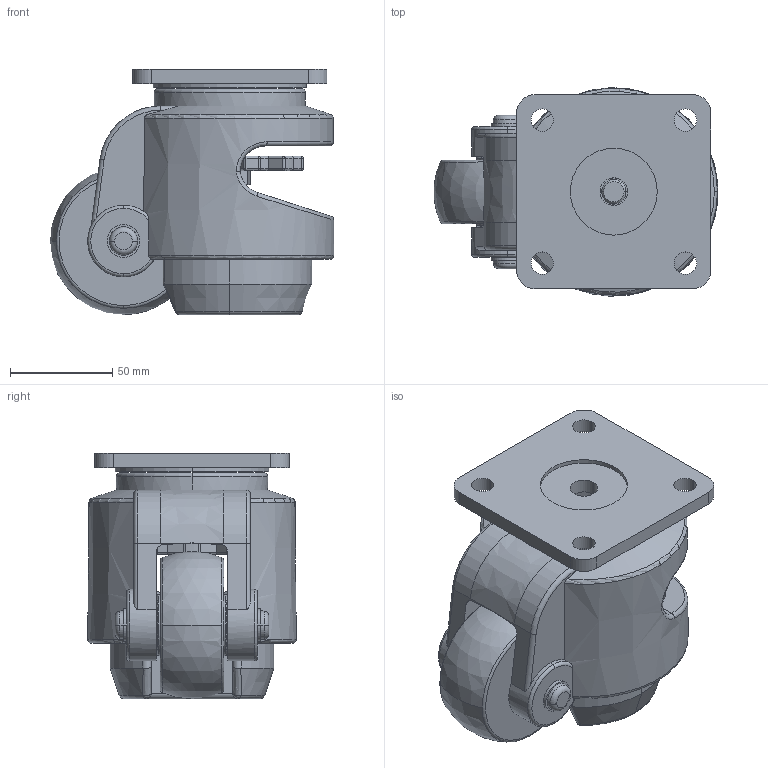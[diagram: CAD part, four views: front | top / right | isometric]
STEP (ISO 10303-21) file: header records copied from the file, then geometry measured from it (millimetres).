
FILE_DESCRIPTION (( 'STEP AP214' ), '1' );
FILE_NAME ('0016574.step', '2022-12-07T08:55:57', ( '' ), ( '' ), 'SwSTEP 2.0', 'SolidWorks 2020', '' );
FILE_SCHEMA (( 'AUTOMOTIVE_DESIGN' ));
Length unit declared in the file: millimetre
Products named in the file (1): 0016574
Bounding box: 138.76 x 101.91 x 120 mm (x, y, z)
Volume: 683876.9 mm3; surface area: 127584 mm2
Topology: 5 solids, 5 shells, 373 faces, 871 edges, 504 vertices
Faces by surface type: cylinder 157, plane 78, torus 55, sphere 48, cone 18, bspline 17
Entity records: 15772 total; most frequent: CARTESIAN_POINT 3329, DIRECTION 1840, ORIENTED_EDGE 1676, EDGE_CURVE 838, AXIS2_PLACEMENT_3D 764, VERTEX_POINT 487, CIRCLE 407, EDGE_LOOP 405
